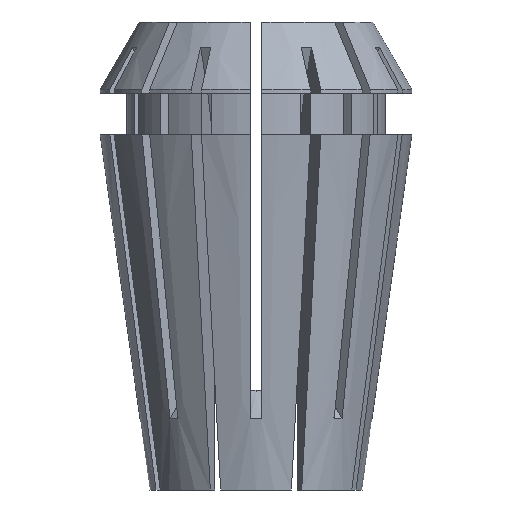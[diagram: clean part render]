
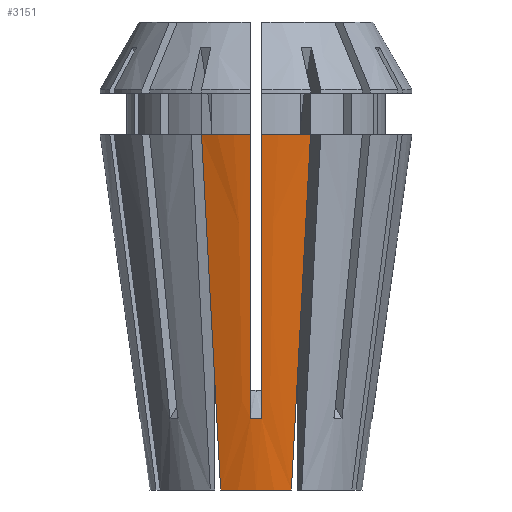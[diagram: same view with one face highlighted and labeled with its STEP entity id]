
A CAD part, left-side view. The second image highlights one B-rep face of the part: STEP entity #3151.
In plain terms, the highlighted conical face has half-angle 8 degrees and reference radius 7.141 mm.
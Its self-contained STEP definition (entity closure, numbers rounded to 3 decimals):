
#135 = ORIENTED_EDGE ( 'NONE', *, *, #2147, .F. ) ;
#160 = VERTEX_POINT ( 'NONE', #2512 ) ;
#239 = VERTEX_POINT ( 'NONE', #1843 ) ;
#252 = ORIENTED_EDGE ( 'NONE', *, *, #1301, .T. ) ;
#261 = CARTESIAN_POINT ( 'NONE',  ( -9.048, 3.342, 17.815 ) ) ;
#287 = CARTESIAN_POINT ( 'NONE',  ( -10.494, -0.375, 23.9 ) ) ;
#308 = CARTESIAN_POINT ( 'NONE',  ( -9.777, 0.375, 18.802 ) ) ;
#346 = CARTESIAN_POINT ( 'NONE',  ( -10.494, 0.375, 23.9 ) ) ;
#366 = DIRECTION ( 'NONE',  ( 0., 0., -1. ) ) ;
#514 = VERTEX_POINT ( 'NONE', #346 ) ;
#606 = CARTESIAN_POINT ( 'NONE',  ( -7.466, 2.687, 5.645 ) ) ;
#646 = CARTESIAN_POINT ( 'NONE',  ( -9.838, 3.669, 23.9 ) ) ;
#710 = CARTESIAN_POINT ( 'NONE',  ( 0., 0., 0. ) ) ;
#736 = CARTESIAN_POINT ( 'NONE',  ( -8.883, 0.375, 12.448 ) ) ;
#737 = CARTESIAN_POINT ( 'NONE',  ( -6.732, -2.383, 0. ) ) ;
#918 = DIRECTION ( 'NONE',  ( -1., 0., 0. ) ) ;
#966 = ORIENTED_EDGE ( 'NONE', *, *, #4530, .F. ) ;
#1174 = CARTESIAN_POINT ( 'NONE',  ( -8.883, -0.375, 12.448 ) ) ;
#1205 = CARTESIAN_POINT ( 'NONE',  ( -6.732, -2.383, 0. ) ) ;
#1301 = EDGE_CURVE ( 'NONE', #2024, #4305, #3211, .T. ) ;
#1490 = AXIS2_PLACEMENT_3D ( 'NONE', #1985, #366, #4437 ) ;
#1542 = CARTESIAN_POINT ( 'NONE',  ( -10.494, 0.375, 23.9 ) ) ;
#1569 = DIRECTION ( 'NONE',  ( 0., 0., 1. ) ) ;
#1707 = CIRCLE ( 'NONE', #4151, 7.141 ) ;
#1735 = EDGE_LOOP ( 'NONE', ( #4810, #252, #3851, #966, #2918, #1767, #135, #5321 ) ) ;
#1767 = ORIENTED_EDGE ( 'NONE', *, *, #4689, .T. ) ;
#1843 = CARTESIAN_POINT ( 'NONE',  ( -7.812, 0.375, 4.836 ) ) ;
#1947 = CARTESIAN_POINT ( 'NONE',  ( -9.048, -3.342, 17.815 ) ) ;
#1985 = CARTESIAN_POINT ( 'NONE',  ( 0., 0., 23.9 ) ) ;
#2024 = VERTEX_POINT ( 'NONE', #646 ) ;
#2025 = CARTESIAN_POINT ( 'NONE',  ( -10.494, -0.375, 23.9 ) ) ;
#2147 = EDGE_CURVE ( 'NONE', #239, #4666, #4523, .T. ) ;
#2346 = DIRECTION ( 'NONE',  ( 0., 0., -1. ) ) ;
#2348 = EDGE_CURVE ( 'NONE', #514, #2024, #4854, .T. ) ;
#2362 = FACE_OUTER_BOUND ( 'NONE', #1735, .T. ) ;
#2407 = CARTESIAN_POINT ( 'NONE',  ( -7.822, -0.125, 4.824 ) ) ;
#2512 = CARTESIAN_POINT ( 'NONE',  ( -9.838, -3.669, 23.9 ) ) ;
#2547 = EDGE_CURVE ( 'NONE', #4059, #4305, #1707, .T. ) ;
#2575 = DIRECTION ( 'NONE',  ( 0., 0., -1. ) ) ;
#2778 = CARTESIAN_POINT ( 'NONE',  ( -8.348, -0.375, 8.642 ) ) ;
#2813 = CARTESIAN_POINT ( 'NONE',  ( -8.348, 0.375, 8.642 ) ) ;
#2918 = ORIENTED_EDGE ( 'NONE', *, *, #4633, .T. ) ;
#3151 = ADVANCED_FACE ( 'NONE', ( #2362 ), #3312, .T. ) ;
#3165 = AXIS2_PLACEMENT_3D ( 'NONE', #5009, #2575, #918 ) ;
#3178 = CARTESIAN_POINT ( 'NONE',  ( -9.838, -3.669, 23.9 ) ) ;
#3193 = CARTESIAN_POINT ( 'NONE',  ( -9.418, 0.375, 16.254 ) ) ;
#3211 = B_SPLINE_CURVE_WITH_KNOTS ( 'NONE', 3,
 ( #5112, #261, #3520, #606, #4714, #4385, #3505 ),
 .UNSPECIFIED., .F., .F.,
 ( 4, 3, 4 ),
 ( 0., 0.018, 0.024 ),
 .UNSPECIFIED. ) ;
#3217 = CARTESIAN_POINT ( 'NONE',  ( -7.221, -2.585, 3.763 ) ) ;
#3312 = CONICAL_SURFACE ( 'NONE', #4704, 7.141, 0.14 ) ;
#3505 = CARTESIAN_POINT ( 'NONE',  ( -6.732, 2.383, 0. ) ) ;
#3520 = CARTESIAN_POINT ( 'NONE',  ( -8.257, 3.014, 11.73 ) ) ;
#3543 = CARTESIAN_POINT ( 'NONE',  ( 0., 0., 0. ) ) ;
#3588 = CARTESIAN_POINT ( 'NONE',  ( -7.812, -0.375, 4.836 ) ) ;
#3590 = CARTESIAN_POINT ( 'NONE',  ( -7.466, -2.687, 5.645 ) ) ;
#3627 = CARTESIAN_POINT ( 'NONE',  ( -7.812, 0.375, 4.836 ) ) ;
#3662 = CARTESIAN_POINT ( 'NONE',  ( -9.418, -0.375, 16.254 ) ) ;
#3851 = ORIENTED_EDGE ( 'NONE', *, *, #2547, .F. ) ;
#4013 = CARTESIAN_POINT ( 'NONE',  ( -7.812, -0.375, 4.836 ) ) ;
#4059 = VERTEX_POINT ( 'NONE', #1205 ) ;
#4151 = AXIS2_PLACEMENT_3D ( 'NONE', #710, #2346, #4795 ) ;
#4166 = B_SPLINE_CURVE_WITH_KNOTS ( 'NONE', 3,
 ( #2025, #4860, #4402, #3662, #1174, #2778, #3588 ),
 .UNSPECIFIED., .F., .F.,
 ( 4, 3, 4 ),
 ( 0.043, 0.051, 0.062 ),
 .UNSPECIFIED. ) ;
#4303 = CARTESIAN_POINT ( 'NONE',  ( -6.732, 2.383, 0. ) ) ;
#4305 = VERTEX_POINT ( 'NONE', #4303 ) ;
#4385 = CARTESIAN_POINT ( 'NONE',  ( -6.977, 2.484, 1.882 ) ) ;
#4402 = CARTESIAN_POINT ( 'NONE',  ( -9.777, -0.375, 18.802 ) ) ;
#4437 = DIRECTION ( 'NONE',  ( -1., 0., 0. ) ) ;
#4440 = CARTESIAN_POINT ( 'NONE',  ( -7.812, 0.375, 4.836 ) ) ;
#4444 = DIRECTION ( 'NONE',  ( 1., 0., 0. ) ) ;
#4456 = CARTESIAN_POINT ( 'NONE',  ( -6.977, -2.484, 1.882 ) ) ;
#4523 = B_SPLINE_CURVE_WITH_KNOTS ( 'NONE', 3,
 ( #4440, #4847, #2407, #5262 ),
 .UNSPECIFIED., .F., .F.,
 ( 4, 4 ),
 ( 0., 0.001 ),
 .UNSPECIFIED. ) ;
#4530 = EDGE_CURVE ( 'NONE', #160, #4059, #4590, .T. ) ;
#4590 = B_SPLINE_CURVE_WITH_KNOTS ( 'NONE', 3,
 ( #3178, #1947, #4805, #3590, #3217, #4456, #737 ),
 .UNSPECIFIED., .F., .F.,
 ( 4, 3, 4 ),
 ( 0., 0.018, 0.024 ),
 .UNSPECIFIED. ) ;
#4633 = EDGE_CURVE ( 'NONE', #160, #4965, #4976, .T. ) ;
#4666 = VERTEX_POINT ( 'NONE', #4013 ) ;
#4689 = EDGE_CURVE ( 'NONE', #4965, #4666, #4166, .T. ) ;
#4697 = EDGE_CURVE ( 'NONE', #514, #239, #5103, .T. ) ;
#4704 = AXIS2_PLACEMENT_3D ( 'NONE', #3543, #1569, #4444 ) ;
#4714 = CARTESIAN_POINT ( 'NONE',  ( -7.221, 2.585, 3.763 ) ) ;
#4795 = DIRECTION ( 'NONE',  ( -1., 0., 0. ) ) ;
#4805 = CARTESIAN_POINT ( 'NONE',  ( -8.257, -3.014, 11.73 ) ) ;
#4810 = ORIENTED_EDGE ( 'NONE', *, *, #2348, .T. ) ;
#4847 = CARTESIAN_POINT ( 'NONE',  ( -7.822, 0.125, 4.824 ) ) ;
#4854 = CIRCLE ( 'NONE', #3165, 10.5 ) ;
#4860 = CARTESIAN_POINT ( 'NONE',  ( -10.135, -0.375, 21.351 ) ) ;
#4965 = VERTEX_POINT ( 'NONE', #287 ) ;
#4976 = CIRCLE ( 'NONE', #1490, 10.5 ) ;
#5009 = CARTESIAN_POINT ( 'NONE',  ( 0., 0., 23.9 ) ) ;
#5103 = B_SPLINE_CURVE_WITH_KNOTS ( 'NONE', 3,
 ( #1542, #5241, #308, #3193, #736, #2813, #3627 ),
 .UNSPECIFIED., .F., .F.,
 ( 4, 3, 4 ),
 ( 0.043, 0.051, 0.062 ),
 .UNSPECIFIED. ) ;
#5112 = CARTESIAN_POINT ( 'NONE',  ( -9.838, 3.669, 23.9 ) ) ;
#5241 = CARTESIAN_POINT ( 'NONE',  ( -10.135, 0.375, 21.351 ) ) ;
#5262 = CARTESIAN_POINT ( 'NONE',  ( -7.812, -0.375, 4.836 ) ) ;
#5321 = ORIENTED_EDGE ( 'NONE', *, *, #4697, .F. ) ;
